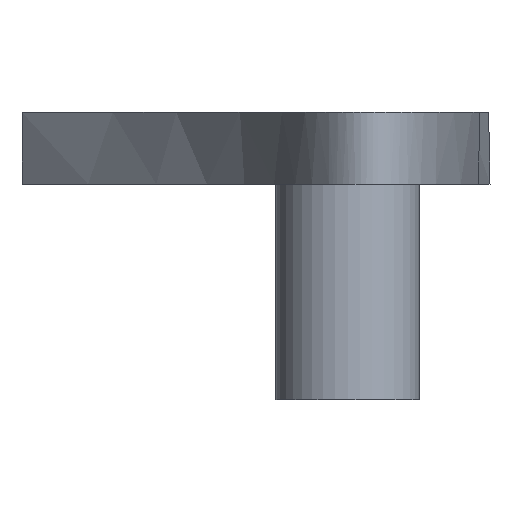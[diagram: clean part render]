
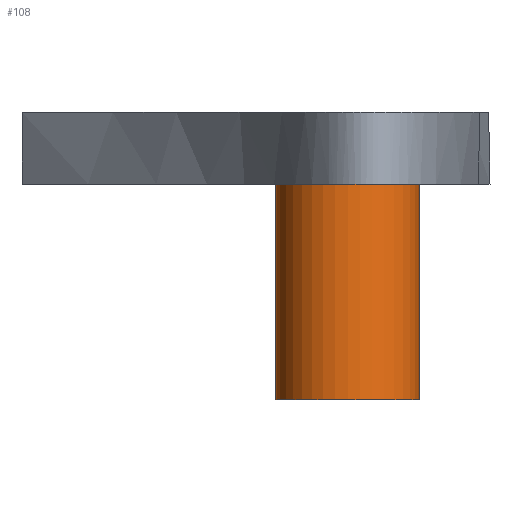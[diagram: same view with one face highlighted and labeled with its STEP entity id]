
A CAD part, left-side view. The second image highlights one B-rep face of the part: STEP entity #108.
In plain terms, the highlighted cylindrical face has radius 5 mm (diameter 10 mm), a full revolution.
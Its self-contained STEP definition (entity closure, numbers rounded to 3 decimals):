
#27=FACE_OUTER_BOUND('',#35,.T.);
#35=EDGE_LOOP('',(#84,#85,#86,#87));
#47=LINE('',#185,#51);
#51=VECTOR('',#155,5.);
#56=CIRCLE('',#133,5.);
#57=CIRCLE('',#134,5.);
#62=VERTEX_POINT('',#182);
#63=VERTEX_POINT('',#184);
#71=EDGE_CURVE('',#62,#62,#56,.T.);
#72=EDGE_CURVE('',#62,#63,#47,.T.);
#73=EDGE_CURVE('',#63,#63,#57,.T.);
#84=ORIENTED_EDGE('',*,*,#71,.F.);
#85=ORIENTED_EDGE('',*,*,#72,.T.);
#86=ORIENTED_EDGE('',*,*,#73,.F.);
#87=ORIENTED_EDGE('',*,*,#72,.F.);
#105=CYLINDRICAL_SURFACE('',#132,5.);
#108=ADVANCED_FACE('',(#27),#105,.T.);
#132=AXIS2_PLACEMENT_3D('',#181,#151,#152);
#133=AXIS2_PLACEMENT_3D('',#183,#153,#154);
#134=AXIS2_PLACEMENT_3D('',#186,#156,#157);
#151=DIRECTION('center_axis',(0.,0.,-1.));
#152=DIRECTION('ref_axis',(1.,0.,0.));
#153=DIRECTION('center_axis',(0.,0.,-1.));
#154=DIRECTION('ref_axis',(1.,0.,0.));
#155=DIRECTION('',(0.,0.,1.));
#156=DIRECTION('center_axis',(0.,0.,1.));
#157=DIRECTION('ref_axis',(1.,0.,0.));
#181=CARTESIAN_POINT('Origin',(-101.609,33.566,0.));
#182=CARTESIAN_POINT('',(-106.609,33.566,-15.));
#183=CARTESIAN_POINT('Origin',(-101.609,33.566,-15.));
#184=CARTESIAN_POINT('',(-106.609,33.566,0.));
#185=CARTESIAN_POINT('',(-106.609,33.566,0.));
#186=CARTESIAN_POINT('Origin',(-101.609,33.566,0.));
